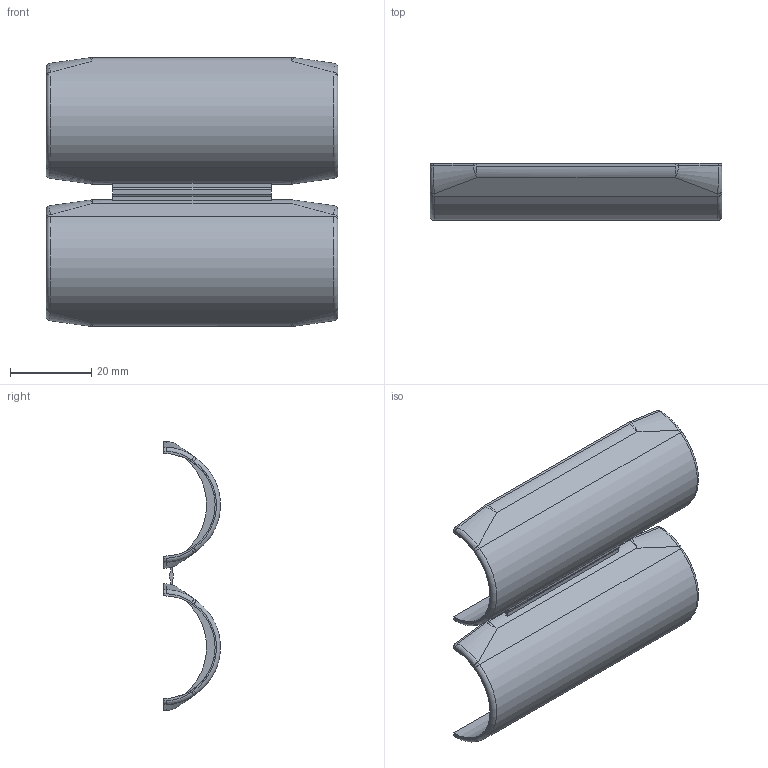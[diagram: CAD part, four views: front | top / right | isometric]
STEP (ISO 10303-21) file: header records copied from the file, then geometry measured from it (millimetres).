
FILE_DESCRIPTION (( 'STEP AP214' ), '1' );
FILE_NAME ('2154085.stp', '2022-09-12T09:21:55', ( '' ), ( '' ), 'SwSTEP 2.0', 'SolidWorks 2020', '' );
FILE_SCHEMA (( 'AUTOMOTIVE_DESIGN' ));
Length unit declared in the file: millimetre
Products named in the file (1): 2154085
Bounding box: 72 x 14 x 66.34 mm (x, y, z)
Volume: 10109 mm3; surface area: 13810.9 mm2
Topology: 1 solids, 1 shells, 108 faces, 260 edges, 152 vertices
Faces by surface type: plane 40, cylinder 36, bspline 28, torus 4
Entity records: 4360 total; most frequent: CARTESIAN_POINT 2063, ORIENTED_EDGE 504, DIRECTION 422, EDGE_CURVE 252, AXIS2_PLACEMENT_3D 157, VERTEX_POINT 152, EDGE_LOOP 114, LINE 108
